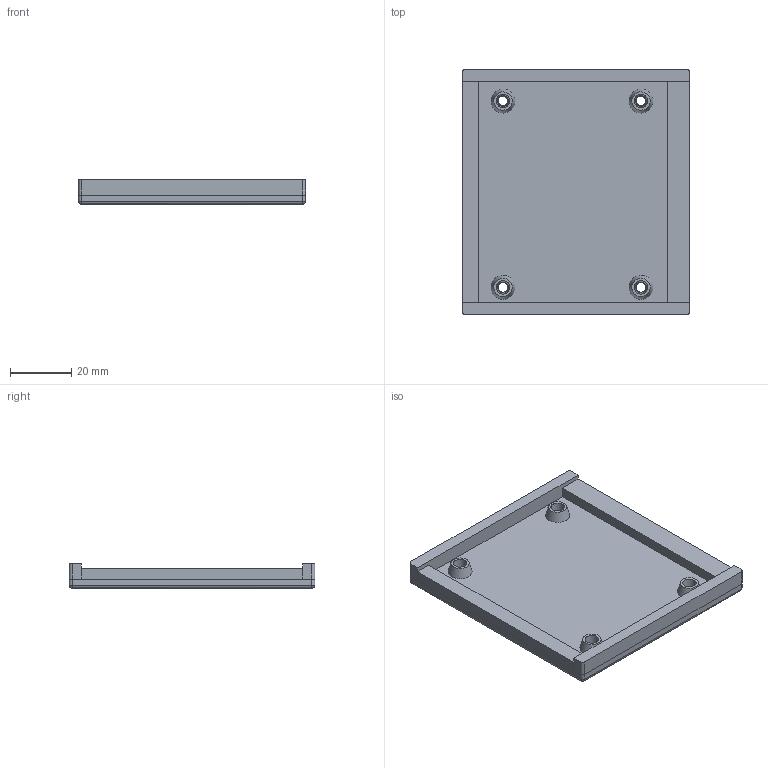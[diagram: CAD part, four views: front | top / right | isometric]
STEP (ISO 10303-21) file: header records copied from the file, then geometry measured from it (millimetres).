
FILE_DESCRIPTION(/* description */ (''),/* implementation_level */ '2;1');
FILE_NAME(/* name */ '4Runner-Seat-Heat-Case-Rev00-Bottom',/* time_stamp */ '2022-03-19T18:26:36-04:00',/* author */ (''),/* organization */ (''),/* preprocessor_version */ 'ST-DEVELOPER v16.5',/* originating_system */ 'Rhino 7.16',/* authorisation */ '');
FILE_SCHEMA (('AUTOMOTIVE_DESIGN_CC2'));
Length unit declared in the file: millimetre
Products named in the file (1): Document
Bounding box: 74.4 x 80.47 x 8.03 mm (x, y, z)
Volume: 24227.3 mm3; surface area: 15751.2 mm2
Topology: 1 solids, 1 shells, 107 faces, 237 edges, 150 vertices
Faces by surface type: plane 65, bspline 26, cylinder 16
Full cylindrical faces by diameter (mm): 3.175 x4
Entity records: 3437 total; most frequent: CARTESIAN_POINT 1741, ORIENTED_EDGE 474, EDGE_CURVE 237, B_SPLINE_CURVE_WITH_KNOTS 180, VERTEX_POINT 150, EDGE_LOOP 133, ADVANCED_FACE 107, FACE_OUTER_BOUND 107
